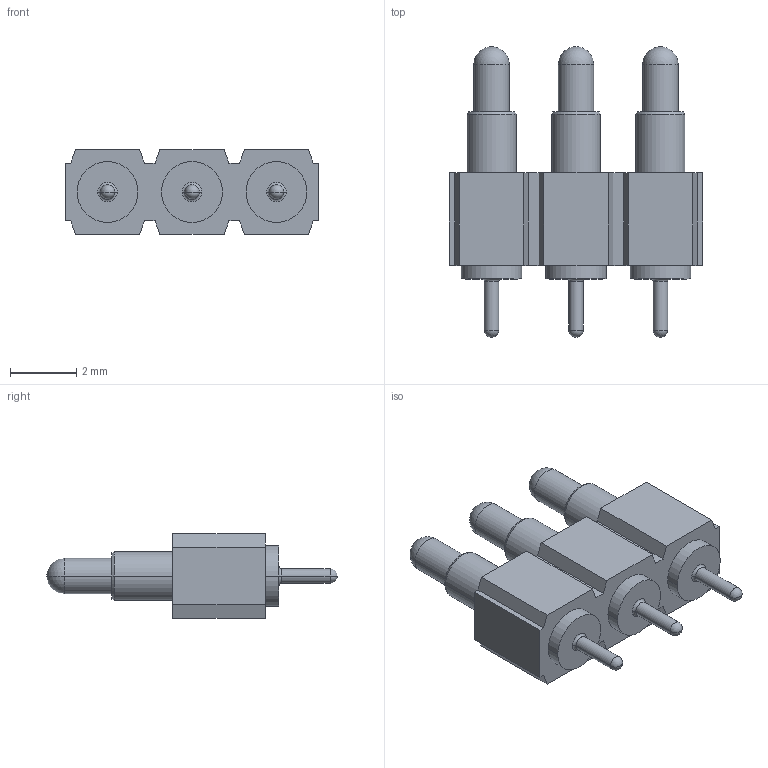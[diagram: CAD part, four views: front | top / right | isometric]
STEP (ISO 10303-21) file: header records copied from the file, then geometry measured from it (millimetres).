
FILE_DESCRIPTION (( 'STEP AP214' ), '1' );
FILE_NAME ('mill-max-816-22-003-10-001101.step', '2020-03-09T06:40:59', ( '' ), ( '' ), 'SwSTEP 2.0', 'SolidWorks 2019', '' );
FILE_SCHEMA (( 'AUTOMOTIVE_DESIGN' ));
Length unit declared in the file: inch
Products named in the file (3): mill-max-816-22-003-10-001101_0908_default; mill-max-816-22-003-10-001101; mill-max-816-22-003-10-001101_P3XX-18-010-00-090000_P303-18-010-00-090000
Assembly tree (4 placements, depth 2):
  mill-max-816-22-003-10-001101
    mill-max-816-22-003-10-001101_P3XX-18-010-00-090000_P303-18-010-00-090000
    mill-max-816-22-003-10-001101_0908_default  x3
Bounding box: 7.62 x 8.74 x 2.54 mm (x, y, z)
Volume: 66.9 mm3; surface area: 239.1 mm2
Topology: 4 solids, 4 shells, 108 faces, 264 edges, 164 vertices
Faces by surface type: plane 42, cylinder 36, cone 12, sphere 12, torus 6
Entity records: 1924 total; most frequent: DIRECTION 326, CARTESIAN_POINT 311, ORIENTED_EDGE 296, EDGE_CURVE 148, AXIS2_PLACEMENT_3D 111, LINE 104, VECTOR 104, VERTEX_POINT 96
